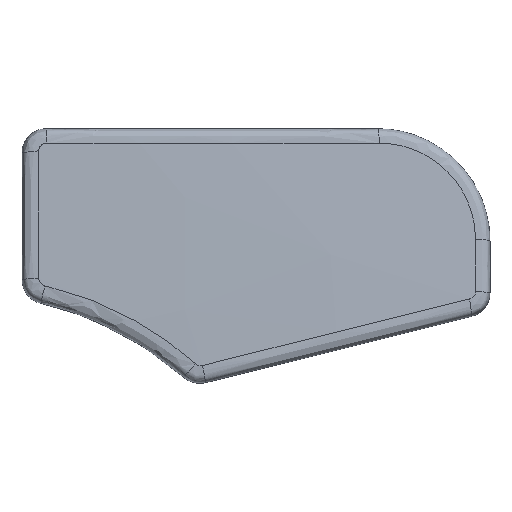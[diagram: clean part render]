
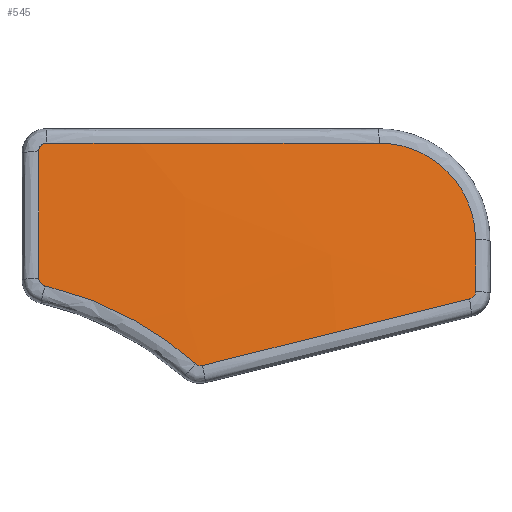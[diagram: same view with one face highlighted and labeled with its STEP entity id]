
A CAD part, top view. The second image highlights one B-rep face of the part: STEP entity #545.
In plain terms, the highlighted spherical face has radius 350 mm.
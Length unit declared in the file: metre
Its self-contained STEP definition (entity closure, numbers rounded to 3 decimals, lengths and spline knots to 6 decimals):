
#30=SPHERICAL_SURFACE('',#612,0.35);
#53=B_SPLINE_CURVE_WITH_KNOTS('',3,(#891,#892,#893,#894),.UNSPECIFIED.,
 .F.,.F.,(4,4),(0.,1.),.UNSPECIFIED.);
#54=B_SPLINE_CURVE_WITH_KNOTS('',3,(#897,#898,#899,#900),.UNSPECIFIED.,
 .F.,.F.,(4,4),(0.,1.),.UNSPECIFIED.);
#55=B_SPLINE_CURVE_WITH_KNOTS('',3,(#902,#903,#904,#905),.UNSPECIFIED.,
 .F.,.F.,(4,4),(0.,1.),.UNSPECIFIED.);
#56=B_SPLINE_CURVE_WITH_KNOTS('',3,(#907,#908,#909,#910),.UNSPECIFIED.,
 .F.,.F.,(4,4),(0.,1.),.UNSPECIFIED.);
#57=B_SPLINE_CURVE_WITH_KNOTS('',3,(#912,#913,#914,#915,#916,#917,#918),
 .UNSPECIFIED.,.F.,.F.,(4,1,1,1,4),(0.,0.25,0.5,0.75,1.),.UNSPECIFIED.);
#58=B_SPLINE_CURVE_WITH_KNOTS('',3,(#920,#921,#922,#923),.UNSPECIFIED.,
 .F.,.F.,(4,4),(0.,1.),.UNSPECIFIED.);
#59=B_SPLINE_CURVE_WITH_KNOTS('',3,(#925,#926,#927,#928),.UNSPECIFIED.,
 .F.,.F.,(4,4),(0.,1.),.UNSPECIFIED.);
#60=B_SPLINE_CURVE_WITH_KNOTS('',3,(#930,#931,#932,#933),.UNSPECIFIED.,
 .F.,.F.,(4,4),(0.,1.),.UNSPECIFIED.);
#61=B_SPLINE_CURVE_WITH_KNOTS('',3,(#935,#936,#937,#938),.UNSPECIFIED.,
 .F.,.F.,(4,4),(0.,1.),.UNSPECIFIED.);
#62=B_SPLINE_CURVE_WITH_KNOTS('',3,(#940,#941,#942,#943,#944,#945),
 .UNSPECIFIED.,.F.,.F.,(4,1,1,4),(0.,0.25,0.5,1.),.UNSPECIFIED.);
#147=ORIENTED_EDGE('',*,*,#295,.T.);
#148=ORIENTED_EDGE('',*,*,#296,.T.);
#149=ORIENTED_EDGE('',*,*,#297,.T.);
#150=ORIENTED_EDGE('',*,*,#298,.T.);
#151=ORIENTED_EDGE('',*,*,#299,.T.);
#152=ORIENTED_EDGE('',*,*,#300,.T.);
#153=ORIENTED_EDGE('',*,*,#301,.T.);
#154=ORIENTED_EDGE('',*,*,#302,.T.);
#155=ORIENTED_EDGE('',*,*,#303,.T.);
#156=ORIENTED_EDGE('',*,*,#304,.T.);
#295=EDGE_CURVE('',#364,#365,#53,.T.);
#296=EDGE_CURVE('',#365,#366,#54,.T.);
#297=EDGE_CURVE('',#366,#367,#55,.T.);
#298=EDGE_CURVE('',#367,#368,#56,.T.);
#299=EDGE_CURVE('',#368,#369,#57,.T.);
#300=EDGE_CURVE('',#369,#370,#58,.T.);
#301=EDGE_CURVE('',#370,#371,#59,.T.);
#302=EDGE_CURVE('',#371,#372,#60,.T.);
#303=EDGE_CURVE('',#372,#373,#61,.T.);
#304=EDGE_CURVE('',#373,#364,#62,.T.);
#364=VERTEX_POINT('',#895);
#365=VERTEX_POINT('',#896);
#366=VERTEX_POINT('',#901);
#367=VERTEX_POINT('',#906);
#368=VERTEX_POINT('',#911);
#369=VERTEX_POINT('',#919);
#370=VERTEX_POINT('',#924);
#371=VERTEX_POINT('',#929);
#372=VERTEX_POINT('',#934);
#373=VERTEX_POINT('',#939);
#448=EDGE_LOOP('',(#147,#148,#149,#150,#151,#152,#153,#154,#155,#156));
#493=FACE_BOUND('',#448,.T.);
#545=ADVANCED_FACE('',(#493),#30,.T.);
#612=AXIS2_PLACEMENT_3D('',#890,#707,#708);
#707=DIRECTION('',(1.,0.,0.));
#708=DIRECTION('',(0.,0.,1.));
#890=CARTESIAN_POINT('',(0.038795,-0.00334,-0.313861));
#891=CARTESIAN_POINT('',(0.058615,0.019551,0.034827));
#892=CARTESIAN_POINT('',(0.058789,0.019395,0.034827));
#893=CARTESIAN_POINT('',(0.059028,0.019336,0.034817));
#894=CARTESIAN_POINT('',(0.059255,0.019392,0.0348));
#895=CARTESIAN_POINT('',(0.058615,0.019551,0.034827));
#896=CARTESIAN_POINT('',(0.059255,0.019392,0.0348));
#897=CARTESIAN_POINT('',(0.059255,0.019392,0.0348));
#898=CARTESIAN_POINT('',(0.067856,0.021537,0.034156));
#899=CARTESIAN_POINT('',(0.075928,0.023549,0.033212));
#900=CARTESIAN_POINT('',(0.083461,0.025428,0.032083));
#901=CARTESIAN_POINT('',(0.083461,0.025428,0.032083));
#902=CARTESIAN_POINT('',(0.083461,0.025428,0.032083));
#903=CARTESIAN_POINT('',(0.083773,0.025505,0.032037));
#904=CARTESIAN_POINT('',(0.083994,0.025786,0.031984));
#905=CARTESIAN_POINT('',(0.083994,0.02611,0.031957));
#906=CARTESIAN_POINT('',(0.083994,0.02611,0.031957));
#907=CARTESIAN_POINT('',(0.083994,0.02611,0.031957));
#908=CARTESIAN_POINT('',(0.083994,0.027676,0.031823));
#909=CARTESIAN_POINT('',(0.083994,0.029242,0.031679));
#910=CARTESIAN_POINT('',(0.083994,0.030806,0.031525));
#911=CARTESIAN_POINT('',(0.083994,0.030806,0.031525));
#912=CARTESIAN_POINT('',(0.083994,0.030806,0.031525));
#913=CARTESIAN_POINT('',(0.083994,0.031965,0.03141));
#914=CARTESIAN_POINT('',(0.083536,0.034236,0.031234));
#915=CARTESIAN_POINT('',(0.081594,0.03715,0.031151));
#916=CARTESIAN_POINT('',(0.078674,0.039091,0.031267));
#917=CARTESIAN_POINT('',(0.07641,0.039544,0.031461));
#918=CARTESIAN_POINT('',(0.075256,0.039544,0.031583));
#919=CARTESIAN_POINT('',(0.075256,0.039544,0.031583));
#920=CARTESIAN_POINT('',(0.075256,0.039544,0.031583));
#921=CARTESIAN_POINT('',(0.06529,0.039544,0.032635));
#922=CARTESIAN_POINT('',(0.055235,0.039544,0.03326));
#923=CARTESIAN_POINT('',(0.045127,0.039544,0.033444));
#924=CARTESIAN_POINT('',(0.045127,0.039544,0.033444));
#925=CARTESIAN_POINT('',(0.045127,0.039544,0.033444));
#926=CARTESIAN_POINT('',(0.044738,0.039544,0.033451));
#927=CARTESIAN_POINT('',(0.044424,0.039228,0.033496));
#928=CARTESIAN_POINT('',(0.044424,0.038841,0.033543));
#929=CARTESIAN_POINT('',(0.044424,0.038841,0.033543));
#930=CARTESIAN_POINT('',(0.044424,0.038841,0.033543));
#931=CARTESIAN_POINT('',(0.044424,0.035003,0.034009));
#932=CARTESIAN_POINT('',(0.044424,0.031158,0.034411));
#933=CARTESIAN_POINT('',(0.044424,0.027308,0.034749));
#934=CARTESIAN_POINT('',(0.044424,0.027308,0.034749));
#935=CARTESIAN_POINT('',(0.044424,0.027308,0.034749));
#936=CARTESIAN_POINT('',(0.044424,0.026981,0.034778));
#937=CARTESIAN_POINT('',(0.04465,0.026696,0.034799));
#938=CARTESIAN_POINT('',(0.04497,0.026623,0.0348));
#939=CARTESIAN_POINT('',(0.04497,0.026623,0.0348));
#940=CARTESIAN_POINT('',(0.04497,0.026623,0.0348));
#941=CARTESIAN_POINT('',(0.046242,0.026331,0.034802));
#942=CARTESIAN_POINT('',(0.048725,0.025595,0.034807));
#943=CARTESIAN_POINT('',(0.053508,0.023479,0.034817));
#944=CARTESIAN_POINT('',(0.056683,0.021283,0.034823));
#945=CARTESIAN_POINT('',(0.058615,0.019551,0.034827));
